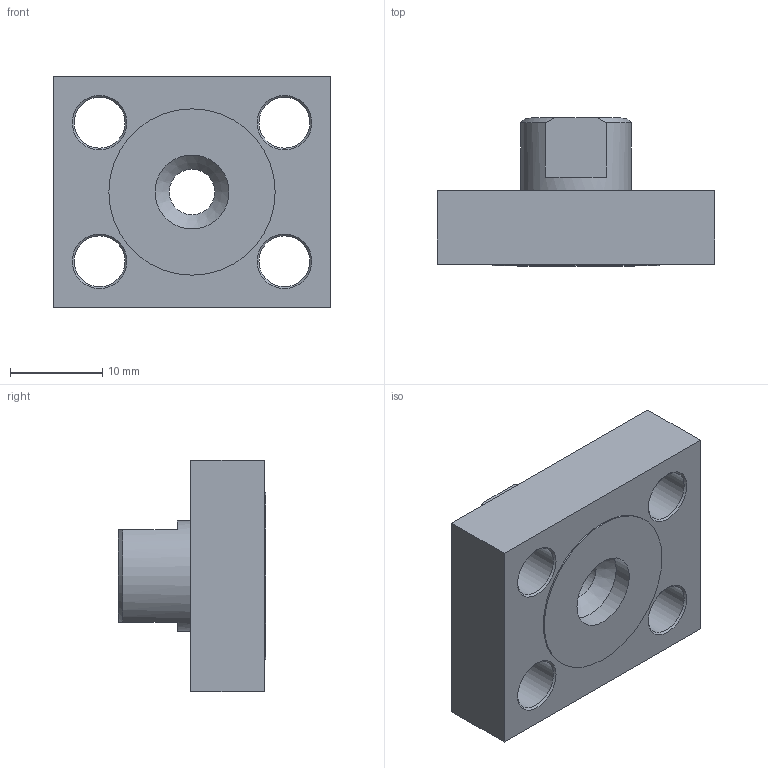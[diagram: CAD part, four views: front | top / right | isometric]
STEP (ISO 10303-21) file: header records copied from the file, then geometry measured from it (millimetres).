
FILE_DESCRIPTION(/* description */ ('KSZ-Coupling piece'),/* implementation_level */ '2;1');
FILE_NAME(/* name */ 'CAD_5227.stp',/* time_stamp */ '2021-01-19T09:52:39+01:00',/* author */ ('Hypex'),/* organization */ ('Hypex'),/* preprocessor_version */ 'ST-DEVELOPER v18',/* originating_system */ 'Autodesk Inventor 2020',/* authorisation */ '');
FILE_SCHEMA (('AUTOMOTIVE_DESIGN { 1 0 10303 214 3 1 1 }'));
Length unit declared in the file: millimetre
Products named in the file (1): CAD_5227
Bounding box: 30 x 16 x 25 mm (x, y, z)
Volume: 5711.3 mm3; surface area: 3231.8 mm2
Topology: 1 solids, 1 shells, 32 faces, 79 edges, 51 vertices
Faces by surface type: cone 12, plane 12, cylinder 8
Full cylindrical faces by diameter (mm): 4.917 x1, 5.5 x4, 8 x1, 12 x1, 18 x1
Entity records: 1067 total; most frequent: DIRECTION 178, CARTESIAN_POINT 171, ORIENTED_EDGE 158, EDGE_CURVE 79, AXIS2_PLACEMENT_3D 70, VERTEX_POINT 51, EDGE_LOOP 44, LINE 38
